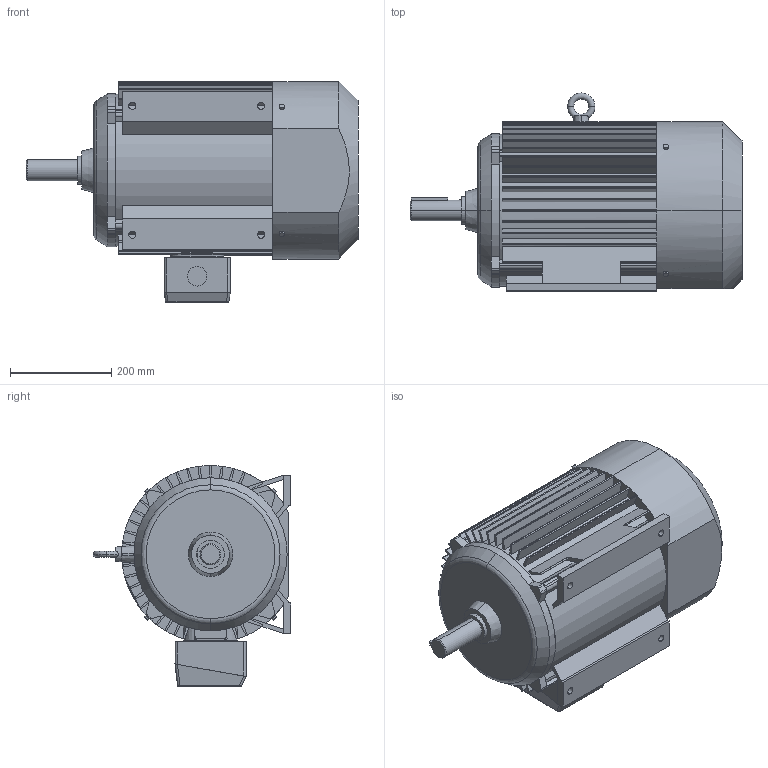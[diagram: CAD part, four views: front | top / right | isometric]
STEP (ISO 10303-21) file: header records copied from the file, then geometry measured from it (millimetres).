
FILE_DESCRIPTION (( 'STEP AP203' ), '1' );
FILE_NAME ('SIE256T.STEP', '2012-10-25T10:11:31', ( 'INDUKTA' ), ( 'INDUKTA' ), 'SwSTEP 2.0', 'SolidWorks 2003064', '' );
FILE_SCHEMA (( 'CONFIG_CONTROL_DESIGN' ));
Length unit declared in the file: millimetre
Products named in the file (1): SIE256T
Bounding box: 654.6 x 390.27 x 435.63 mm (x, y, z)
Volume: 44228444.4 mm3; surface area: 1363590.9 mm2
Topology: 2 solids, 2 shells, 553 faces, 1511 edges, 983 vertices
Faces by surface type: plane 361, cylinder 142, bspline 24, cone 20, torus 6
Entity records: 21163 total; most frequent: CARTESIAN_POINT 7046, ORIENTED_EDGE 3022, DIRECTION 2855, EDGE_CURVE 1511, VERTEX_POINT 983, LINE 975, VECTOR 975, AXIS2_PLACEMENT_3D 940
